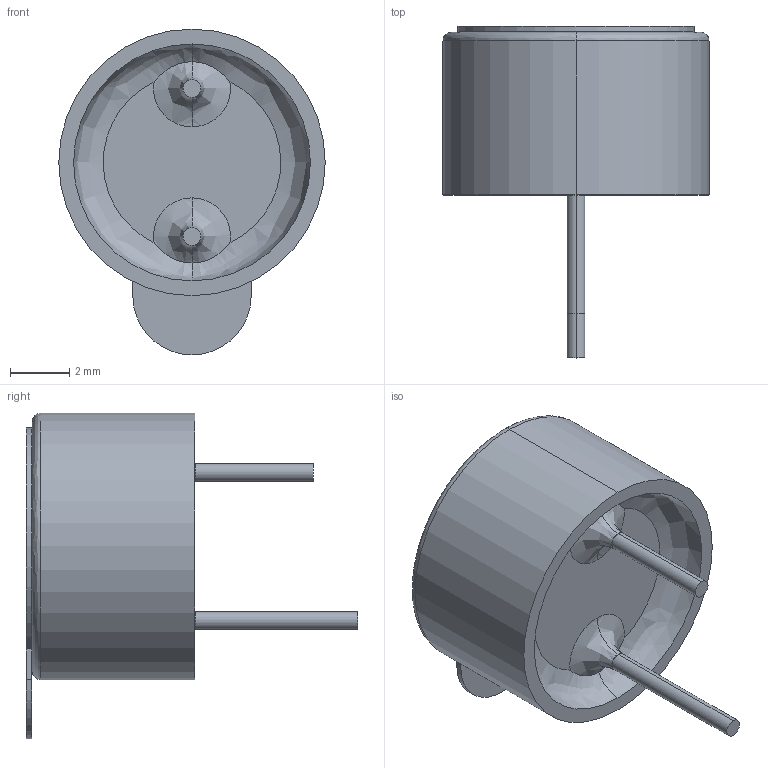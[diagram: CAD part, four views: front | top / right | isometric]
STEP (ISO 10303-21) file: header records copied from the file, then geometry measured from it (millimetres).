
FILE_DESCRIPTION (( 'STEP AP214' ), '1' );
FILE_NAME ('User Library-955Buzzer.STEP', '2021-11-25T02:37:55', ( '' ), ( '' ), 'SwSTEP 2.0', 'SolidWorks 2021', '' );
FILE_SCHEMA (( 'AUTOMOTIVE_DESIGN' ));
Length unit declared in the file: millimetre
Products named in the file (1): User Library-955Buzzer
Bounding box: 9 x 11.2 x 11 mm (x, y, z)
Volume: 243.2 mm3; surface area: 587 mm2
Topology: 4 solids, 4 shells, 335 faces, 881 edges, 586 vertices
Faces by surface type: plane 244, bspline 70, cylinder 21
Entity records: 13664 total; most frequent: CARTESIAN_POINT 5266, ORIENTED_EDGE 1762, DIRECTION 1333, EDGE_CURVE 881, LINE 689, VECTOR 689, VERTEX_POINT 586, EDGE_LOOP 367
